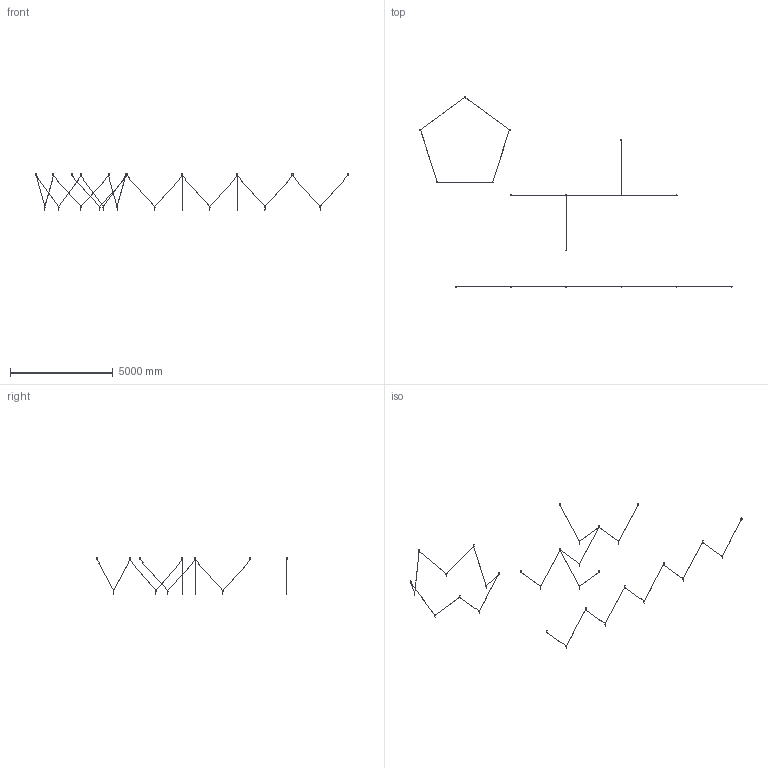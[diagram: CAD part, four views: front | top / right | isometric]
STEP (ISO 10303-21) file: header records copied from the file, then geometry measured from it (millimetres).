
FILE_DESCRIPTION(/* description */ (''),/* implementation_level */ '2;1');
FILE_NAME(/* name */ '1744.144_ALADINO',/* time_stamp */ '2023-01-17T18:40:37+01:00',/* author */ (''),/* organization */ (''),/* preprocessor_version */ 'ST-DEVELOPER v16.5',/* originating_system */ 'Rhino 7.15',/* authorisation */ '');
FILE_SCHEMA (('CONFIG_CONTROL_DESIGN'));
Length unit declared in the file: millimetre
Products named in the file (1): Document
Bounding box: 15194.44 x 9256.47 x 1764.05 mm (x, y, z)
Volume: 4746863.2 mm3; surface area: 2498608.6 mm2
Topology: 52 solids, 112 shells, 358 faces, 875 edges, 658 vertices
Faces by surface type: cylinder 164, plane 104, bspline 90
Entity records: 10428 total; most frequent: CARTESIAN_POINT 5798, ORIENTED_EDGE 1134, EDGE_CURVE 642, VERTEX_POINT 433, ADVANCED_FACE 358, FACE_OUTER_BOUND 358, EDGE_LOOP 358, DIRECTION 306
